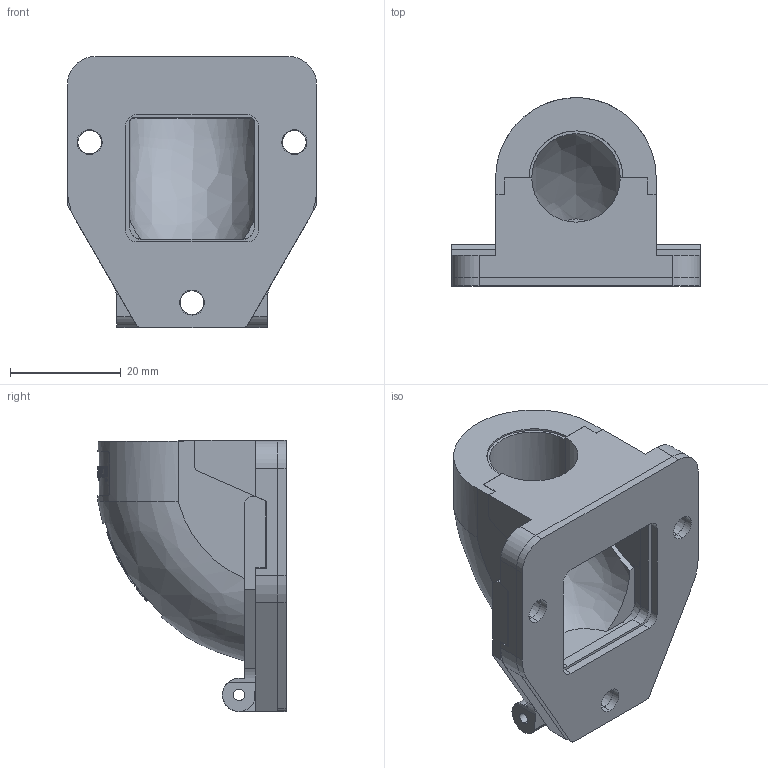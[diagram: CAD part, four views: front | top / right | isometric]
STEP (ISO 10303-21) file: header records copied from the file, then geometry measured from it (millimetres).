
FILE_DESCRIPTION(('STEP AP242'),'1');
FILE_NAME('31410.stp','2020-01-20T13:51:23',('TraceParts'),('TraceParts S.A.'),'Spatial InterOp 3D',' ',' ');
FILE_SCHEMA(('AP242_MANAGED_MODEL_BASED_3D_ENGINEERING_MIM_LF {1 0 10303 442 1 1 4}'));
Length unit declared in the file: millimetre
Products named in the file (1): 31410_1
Bounding box: 45 x 34 x 49 mm (x, y, z)
Volume: 18120.2 mm3; surface area: 15219.1 mm2
Topology: 3 solids, 3 shells, 492 faces, 1332 edges, 882 vertices
Faces by surface type: plane 227, bspline 131, cylinder 90, cone 44
Entity records: 28023 total; most frequent: CARTESIAN_POINT 16594, ORIENTED_EDGE 2664, DIRECTION 1886, EDGE_CURVE 1332, VERTEX_POINT 882, AXIS2_PLACEMENT_3D 647, LINE 592, VECTOR 592
